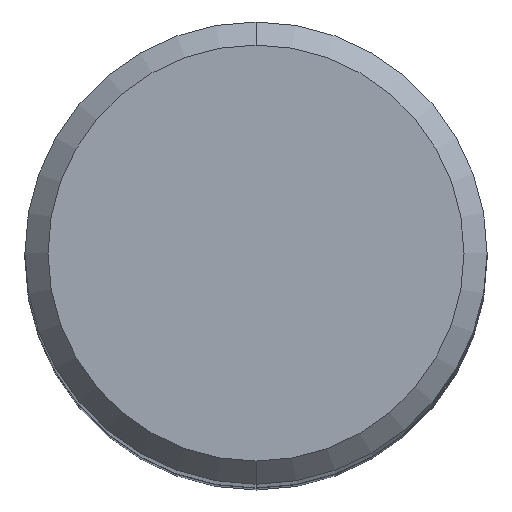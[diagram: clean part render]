
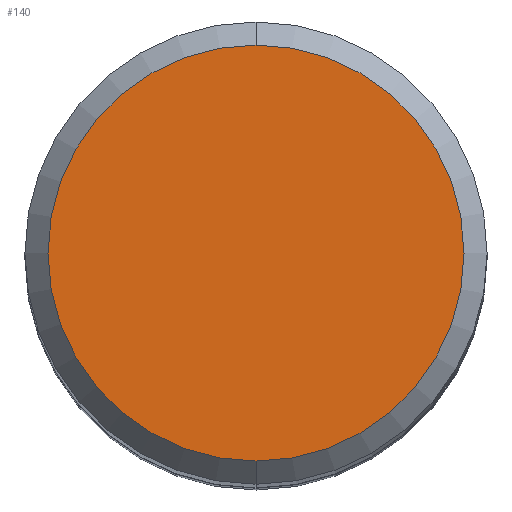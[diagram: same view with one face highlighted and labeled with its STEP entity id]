
A CAD part, top view. The second image highlights one B-rep face of the part: STEP entity #140.
In plain terms, the highlighted planar face has unit normal (0, 0, 1).
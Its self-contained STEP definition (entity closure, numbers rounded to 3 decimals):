
#132=EDGE_CURVE('',#172,#262,#310,.T.);
#140=ADVANCED_FACE('',(#320),#321,.T.);
#172=VERTEX_POINT('',#359);
#214=EDGE_CURVE('',#262,#172,#405,.T.);
#262=VERTEX_POINT('',#457);
#310=CIRCLE('',#508,4.5);
#320=FACE_OUTER_BOUND('',#520,.T.);
#321=PLANE('',#521);
#359=CARTESIAN_POINT('',(0.,-4.5,0.0));
#405=CIRCLE('',#621,4.5);
#457=CARTESIAN_POINT('',(0.0,4.5,0.0));
#508=AXIS2_PLACEMENT_3D('',#738,#739,#740);
#520=EDGE_LOOP('',(#751,#752));
#521=AXIS2_PLACEMENT_3D('',#753,#754,#755);
#621=AXIS2_PLACEMENT_3D('',#864,#865,#866);
#738=CARTESIAN_POINT('',(0.0,0.0,0.0));
#739=DIRECTION('',(0.0,0.0,-1.0));
#740=DIRECTION('',(0.0,1.0,0.0));
#751=ORIENTED_EDGE('',*,*,#214,.F.);
#752=ORIENTED_EDGE('',*,*,#132,.F.);
#753=CARTESIAN_POINT('',(0.0,2.25,0.0));
#754=DIRECTION('',(-0.0,0.0,1.0));
#755=DIRECTION('',(0.0,-1.0,0.0));
#864=CARTESIAN_POINT('',(0.0,0.0,0.0));
#865=DIRECTION('',(0.0,0.0,-1.0));
#866=DIRECTION('',(0.0,1.0,0.0));
